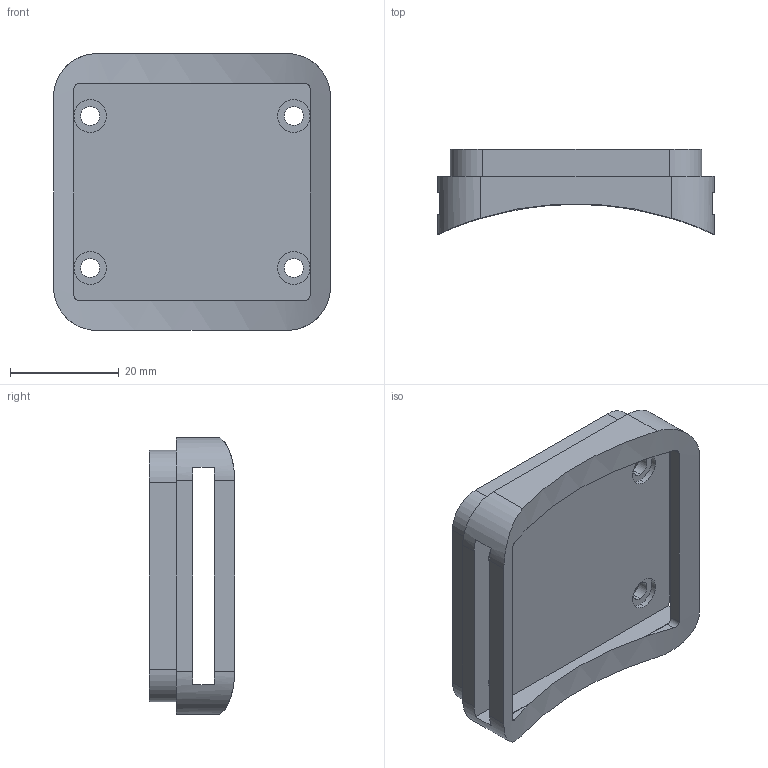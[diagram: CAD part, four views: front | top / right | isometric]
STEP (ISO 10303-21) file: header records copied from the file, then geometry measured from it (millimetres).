
FILE_DESCRIPTION (( 'STEP AP214' ), '1' );
FILE_NAME ('base.STEP', '2021-06-18T02:39:33', ( '' ), ( '' ), 'SwSTEP 2.0', 'SolidWorks 2020', '' );
FILE_SCHEMA (( 'AUTOMOTIVE_DESIGN' ));
Length unit declared in the file: millimetre
Products named in the file (1): base
Bounding box: 51 x 15.73 x 51 mm (x, y, z)
Volume: 11171.7 mm3; surface area: 9368.5 mm2
Topology: 1 solids, 1 shells, 75 faces, 206 edges, 136 vertices
Faces by surface type: cylinder 39, plane 36
Entity records: 2738 total; most frequent: CARTESIAN_POINT 734, DIRECTION 414, ORIENTED_EDGE 412, EDGE_CURVE 206, AXIS2_PLACEMENT_3D 152, VERTEX_POINT 136, LINE 110, VECTOR 110
